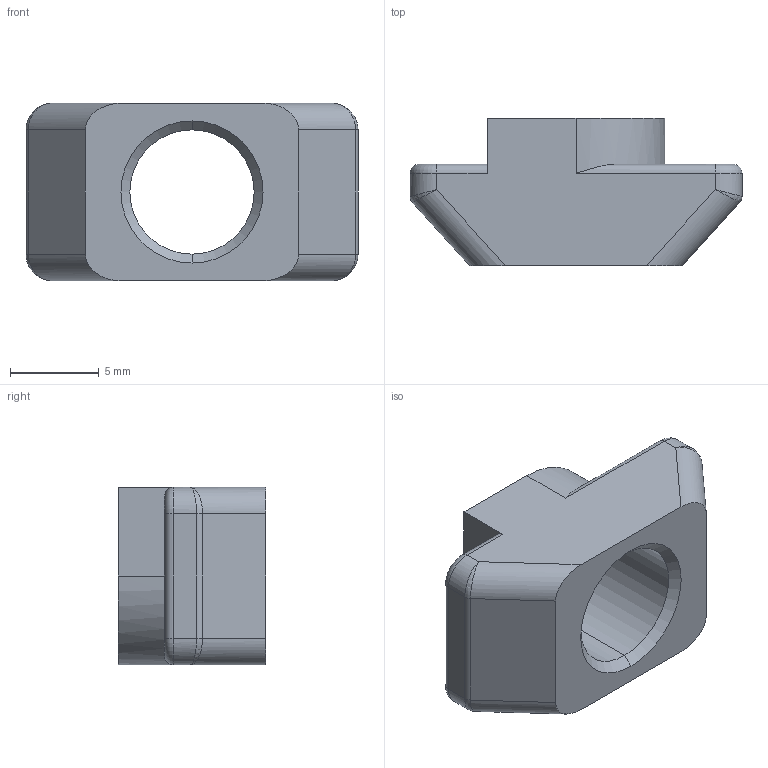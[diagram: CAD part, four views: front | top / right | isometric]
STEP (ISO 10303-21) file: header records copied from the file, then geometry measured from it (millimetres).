
FILE_DESCRIPTION (( 'STEP AP214' ), '1' );
FILE_NAME ('B809 Ò-ãàéêà Ì8, ïàç 10, íåðæ.STEP', '2025-07-14T09:31:59', ( '' ), ( '' ), 'SwSTEP 2.0', 'SolidWorks 2025', '' );
FILE_SCHEMA (( 'AUTOMOTIVE_DESIGN' ));
Length unit declared in the file: millimetre
Products named in the file (1): B809 Т-гайка М8, паз 10, нерж
Bounding box: 18.7 x 8.3 x 10 mm (x, y, z)
Volume: 832.9 mm3; surface area: 789.5 mm2
Topology: 1 solids, 1 shells, 44 faces, 106 edges, 60 vertices
Faces by surface type: cylinder 20, plane 12, cone 4, bspline 4, torus 4
Entity records: 1369 total; most frequent: CARTESIAN_POINT 377, DIRECTION 204, ORIENTED_EDGE 204, EDGE_CURVE 102, AXIS2_PLACEMENT_3D 75, VERTEX_POINT 60, LINE 54, VECTOR 54
